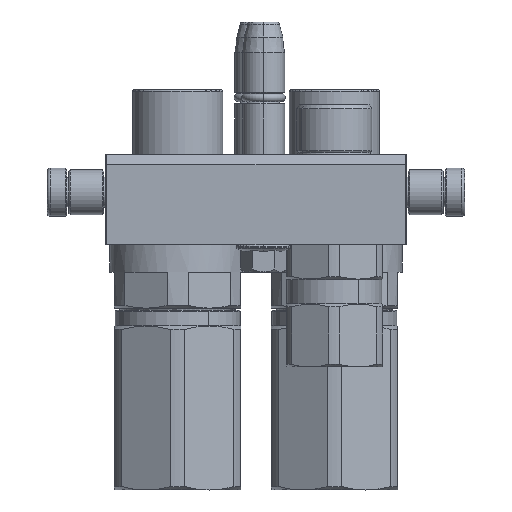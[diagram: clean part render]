
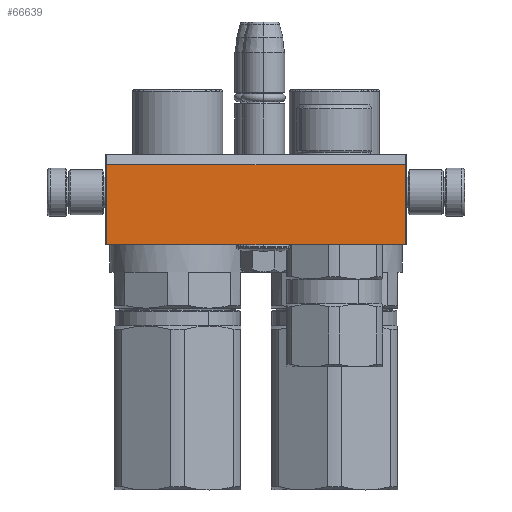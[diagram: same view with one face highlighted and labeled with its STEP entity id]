
A CAD part, left-side view. The second image highlights one B-rep face of the part: STEP entity #66639.
In plain terms, the highlighted face is planar.
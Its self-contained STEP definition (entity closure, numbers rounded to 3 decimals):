
#694 = CARTESIAN_POINT ( 'NONE',  ( -49.5, 11.536, 56. ) ) ;
#5444 = LINE ( 'NONE', #22102, #70337 ) ;
#6568 = CARTESIAN_POINT ( 'NONE',  ( 49.5, -15., 56. ) ) ;
#7087 = DIRECTION ( 'NONE',  ( 0., 1., 0. ) ) ;
#8356 = EDGE_CURVE ( 'NONE', #33805, #28355, #5444, .T. ) ;
#8485 = VERTEX_POINT ( 'NONE', #41702 ) ;
#9591 = CARTESIAN_POINT ( 'NONE',  ( -50., -15., 56. ) ) ;
#14864 = CARTESIAN_POINT ( 'NONE',  ( -49.5, -15., 56. ) ) ;
#15441 = DIRECTION ( 'NONE',  ( 1., 0., 0. ) ) ;
#18067 = VECTOR ( 'NONE', #7087, 1000. ) ;
#22102 = CARTESIAN_POINT ( 'NONE',  ( -49.5, -15., 56. ) ) ;
#28355 = VERTEX_POINT ( 'NONE', #694 ) ;
#30929 = FACE_OUTER_BOUND ( 'NONE', #41215, .T. ) ;
#33805 = VERTEX_POINT ( 'NONE', #14864 ) ;
#34007 = PLANE ( 'NONE',  #44055 ) ;
#36284 = VERTEX_POINT ( 'NONE', #41110 ) ;
#37289 = ORIENTED_EDGE ( 'NONE', *, *, #43415, .F. ) ;
#38148 = VECTOR ( 'NONE', #71378, 1000. ) ;
#40847 = EDGE_CURVE ( 'NONE', #36284, #8485, #46360, .T. ) ;
#41110 = CARTESIAN_POINT ( 'NONE',  ( 49.5, -15., 56. ) ) ;
#41215 = EDGE_LOOP ( 'NONE', ( #45309, #67155, #37289, #58817 ) ) ;
#41702 = CARTESIAN_POINT ( 'NONE',  ( 49.5, 11.536, 56. ) ) ;
#43159 = VECTOR ( 'NONE', #68600, 1000. ) ;
#43415 = EDGE_CURVE ( 'NONE', #28355, #8485, #49081, .T. ) ;
#44055 = AXIS2_PLACEMENT_3D ( 'NONE', #9591, #50414, #15441 ) ;
#45309 = ORIENTED_EDGE ( 'NONE', *, *, #74512, .T. ) ;
#46360 = LINE ( 'NONE', #6568, #18067 ) ;
#49081 = LINE ( 'NONE', #59637, #38148 ) ;
#50414 = DIRECTION ( 'NONE',  ( 0., 0., 1. ) ) ;
#57317 = CARTESIAN_POINT ( 'NONE',  ( -49.5, -15., 56. ) ) ;
#58817 = ORIENTED_EDGE ( 'NONE', *, *, #8356, .F. ) ;
#59637 = CARTESIAN_POINT ( 'NONE',  ( -49.5, 11.536, 56. ) ) ;
#63000 = DIRECTION ( 'NONE',  ( 0., 1., 0. ) ) ;
#66639 = ADVANCED_FACE ( 'NONE', ( #30929 ), #34007, .T. ) ;
#67155 = ORIENTED_EDGE ( 'NONE', *, *, #40847, .T. ) ;
#68600 = DIRECTION ( 'NONE',  ( 1., 0., 0. ) ) ;
#70337 = VECTOR ( 'NONE', #63000, 1000. ) ;
#71378 = DIRECTION ( 'NONE',  ( 1., 0., 0. ) ) ;
#74313 = LINE ( 'NONE', #57317, #43159 ) ;
#74512 = EDGE_CURVE ( 'NONE', #33805, #36284, #74313, .T. ) ;
